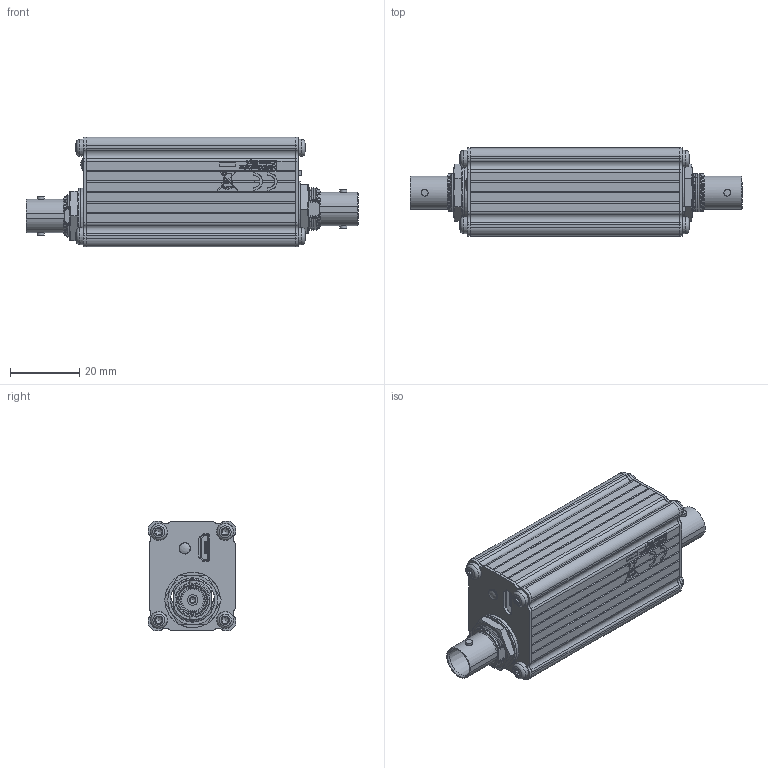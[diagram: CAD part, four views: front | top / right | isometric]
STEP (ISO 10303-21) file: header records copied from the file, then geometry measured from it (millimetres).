
FILE_DESCRIPTION (( 'STEP AP214' ), '1' );
FILE_NAME ('20.07.29_AMP140 WEB.STEP', '2020-07-29T12:03:37', ( '' ), ( '' ), 'SwSTEP 2.0', 'SolidWorks 2018', '' );
FILE_SCHEMA (( 'AUTOMOTIVE_DESIGN' ));
Length unit declared in the file: millimetre
Products named in the file (1): 20.07.29_AMP140 WEB
Bounding box: 95.95 x 25.4 x 31.75 mm (x, y, z)
Surface area: 32854 mm2 (no closed solid volume)
Topology: 0 solids, 41 shells, 5194 faces, 14777 edges, 9849 vertices
Faces by surface type: plane 3444, cylinder 824, bspline 675, cone 211, torus 27, sphere 13
Full cylindrical faces by diameter (mm): 0.5 x4, 0.542 x1, 0.8 x1, 0.85 x2, 1 x1, 1.143 x2, 1.194 x2, 1.486 x2, 1.905 x2, 1.93 x2, 1.981 x4, 2.224 x8, 2.5 x8, 2.75 x4, 2.845 x1, 2.9 x1, 3.048 x2, 3.302 x1, 3.5 x8, 4.039 x2, 5.3 x8, 6.35 x2, 6.909 x2, 6.934 x2, 12.7 x2, 12.9 x1, 13.85 x1, 14 x2, 16 x1, 16.002 x2
Entity records: 259783 total; most frequent: CARTESIAN_POINT 72473, ORIENTED_EDGE 28846, DIRECTION 23310, EDGE_CURVE 14582, LINE 10728, VECTOR 10728, VERTEX_POINT 9810, AXIS2_PLACEMENT_3D 6291
